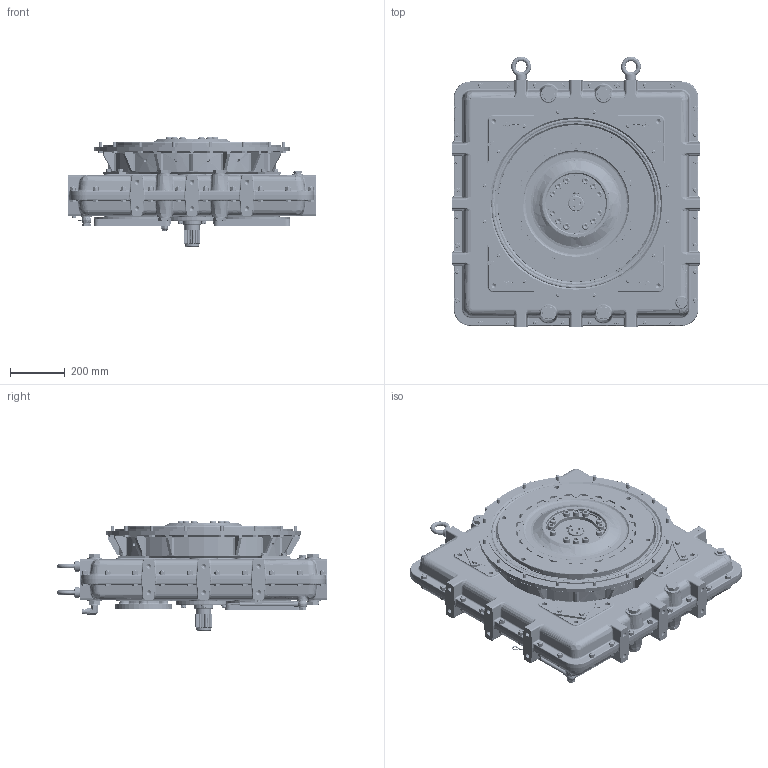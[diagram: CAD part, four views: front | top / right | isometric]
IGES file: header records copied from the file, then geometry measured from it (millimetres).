
Start section: SolidWorks IGES file using analytic representation for surfaces
Global section: file name: 1029027C.IGS; native system: SolidWorks 2007; preprocessor: SolidWorks 2007; author: Pezzinig; date: 150625.132311; units: millimetre
Bounding box: 900 x 985 x 397.2 mm (x, y, z)
Surface area: 9434787.4 mm2 (no closed solid volume)
Topology: 0 solids, 0 shells, 16125 faces, 234435 edges, 234054 vertices
Faces by surface type: bspline 8075, revolution 8050
